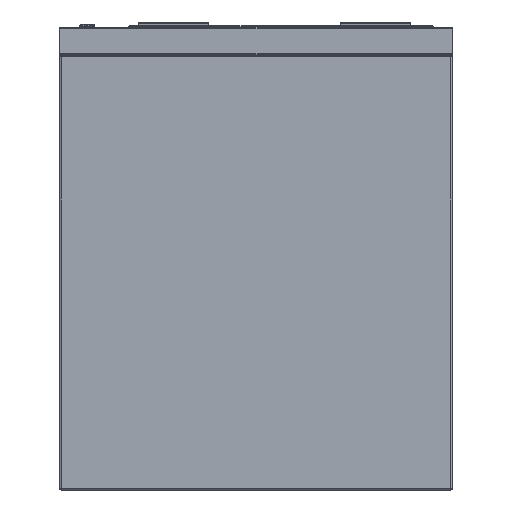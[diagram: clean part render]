
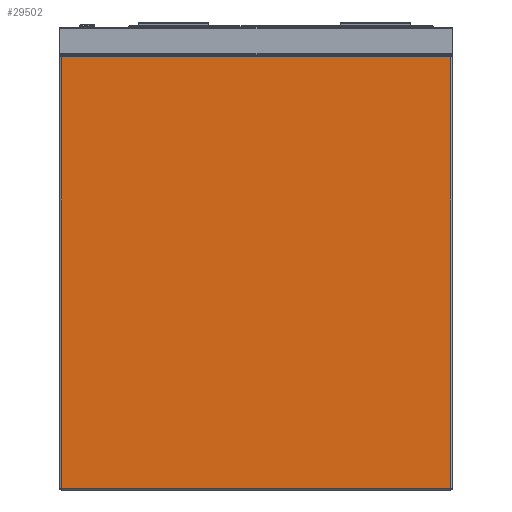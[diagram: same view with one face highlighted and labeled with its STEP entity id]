
A CAD part, left-side view. The second image highlights one B-rep face of the part: STEP entity #29502.
In plain terms, the highlighted planar face has unit normal (-1, 0, 0).
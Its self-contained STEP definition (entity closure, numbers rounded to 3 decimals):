
#785 = EDGE_CURVE ( 'NONE', #5742, #9875, #19536, .T. ) ;
#2282 = DIRECTION ( 'NONE',  ( 0., 0., -1. ) ) ;
#5425 = CARTESIAN_POINT ( 'NONE',  ( -660., 280., -42. ) ) ;
#5742 = VERTEX_POINT ( 'NONE', #16680 ) ;
#8164 = CARTESIAN_POINT ( 'NONE',  ( -660., 278., -660. ) ) ;
#9380 = EDGE_LOOP ( 'NONE', ( #32620, #16094, #12409, #23066 ) ) ;
#9770 = VERTEX_POINT ( 'NONE', #19076 ) ;
#9875 = VERTEX_POINT ( 'NONE', #25157 ) ;
#11669 = DIRECTION ( 'NONE',  ( 0., 1., 0. ) ) ;
#12409 = ORIENTED_EDGE ( 'NONE', *, *, #785, .T. ) ;
#13787 = DIRECTION ( 'NONE',  ( -1., 0., 0. ) ) ;
#15142 = CARTESIAN_POINT ( 'NONE',  ( -660., -280., -658. ) ) ;
#16094 = ORIENTED_EDGE ( 'NONE', *, *, #17132, .T. ) ;
#16142 = LINE ( 'NONE', #23883, #35693 ) ;
#16524 = CARTESIAN_POINT ( 'NONE',  ( -660., -280., -660. ) ) ;
#16680 = CARTESIAN_POINT ( 'NONE',  ( -660., 278., -42. ) ) ;
#17132 = EDGE_CURVE ( 'NONE', #9770, #5742, #19391, .T. ) ;
#17478 = CARTESIAN_POINT ( 'NONE',  ( -660., -278., -658. ) ) ;
#19076 = CARTESIAN_POINT ( 'NONE',  ( -660., -278., -42. ) ) ;
#19391 = LINE ( 'NONE', #5425, #21399 ) ;
#19536 = LINE ( 'NONE', #8164, #20937 ) ;
#20937 = VECTOR ( 'NONE', #2282, 1000. ) ;
#21019 = EDGE_CURVE ( 'NONE', #31800, #9770, #16142, .T. ) ;
#21175 = LINE ( 'NONE', #15142, #28875 ) ;
#21399 = VECTOR ( 'NONE', #11669, 1000. ) ;
#23066 = ORIENTED_EDGE ( 'NONE', *, *, #24869, .T. ) ;
#23883 = CARTESIAN_POINT ( 'NONE',  ( -660., -278., -660. ) ) ;
#24824 = DIRECTION ( 'NONE',  ( 0., 0., 1. ) ) ;
#24869 = EDGE_CURVE ( 'NONE', #9875, #31800, #21175, .T. ) ;
#25157 = CARTESIAN_POINT ( 'NONE',  ( -660., 278., -658. ) ) ;
#26830 = DIRECTION ( 'NONE',  ( 0., 0., 1. ) ) ;
#27932 = FACE_OUTER_BOUND ( 'NONE', #9380, .T. ) ;
#28105 = AXIS2_PLACEMENT_3D ( 'NONE', #16524, #13787, #24824 ) ;
#28875 = VECTOR ( 'NONE', #29298, 1000. ) ;
#29298 = DIRECTION ( 'NONE',  ( 0., -1., 0. ) ) ;
#29502 = ADVANCED_FACE ( 'Fl�che7', ( #27932 ), #33109, .T. ) ;
#31800 = VERTEX_POINT ( 'NONE', #17478 ) ;
#32620 = ORIENTED_EDGE ( 'NONE', *, *, #21019, .T. ) ;
#33109 = PLANE ( 'NONE',  #28105 ) ;
#35693 = VECTOR ( 'NONE', #26830, 1000. ) ;
